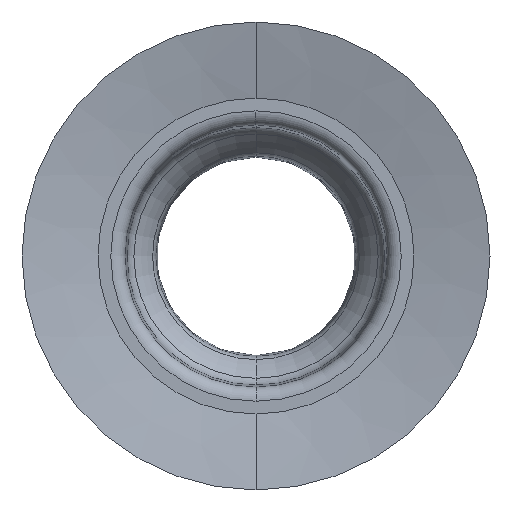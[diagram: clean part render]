
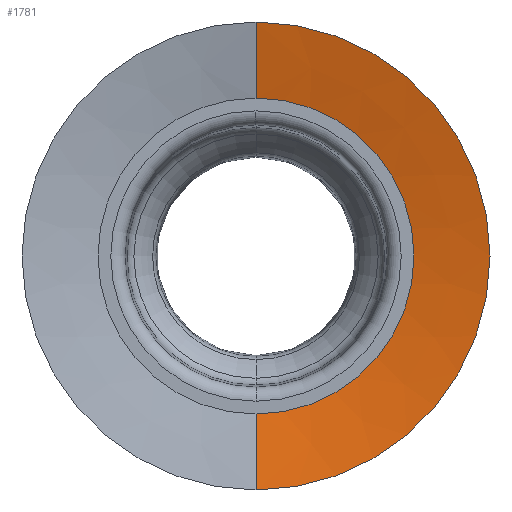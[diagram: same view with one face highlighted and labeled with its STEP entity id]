
A CAD part, top view. The second image highlights one B-rep face of the part: STEP entity #1781.
In plain terms, the highlighted conical face has half-angle 77.503 degrees and reference radius 4.188 mm.
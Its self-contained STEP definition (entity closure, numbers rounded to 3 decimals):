
#41=CARTESIAN_POINT('',(0.,0.,-0.36));
#42=DIRECTION('',(0.,0.,1.));
#43=DIRECTION('',(0.,-1.,0.));
#44=AXIS2_PLACEMENT_3D('',#41,#42,#43);
#707=DIRECTION('',(0.,0.976,0.216));
#708=VECTOR('',#707,1.664);
#709=CARTESIAN_POINT('',(0.,3.376,-0.36));
#710=LINE('',#709,#708);
#714=CARTESIAN_POINT('',(0.,0.,0.));
#715=DIRECTION('',(0.,0.,-1.));
#716=DIRECTION('',(0.,1.,0.));
#717=AXIS2_PLACEMENT_3D('',#714,#715,#716);
#722=CARTESIAN_POINT('',(0.,0.,0.));
#723=DIRECTION('',(0.,0.,-1.));
#724=DIRECTION('',(1.,0.,0.));
#725=AXIS2_PLACEMENT_3D('',#722,#723,#724);
#730=DIRECTION('',(0.,-0.976,0.216));
#731=VECTOR('',#730,1.664);
#732=CARTESIAN_POINT('',(0.,-3.376,-0.36));
#733=LINE('',#732,#731);
#1125=CARTESIAN_POINT('',(0.,-5.,0.));
#1127=VERTEX_POINT('',#1125);
#1129=CARTESIAN_POINT('',(0.,5.,0.));
#1130=VERTEX_POINT('',#1129);
#1131=CARTESIAN_POINT('',(5.,0.,0.));
#1132=VERTEX_POINT('',#1131);
#1137=CARTESIAN_POINT('',(0.,3.376,-0.36));
#1138=CARTESIAN_POINT('',(0.,-3.376,-0.36));
#1139=VERTEX_POINT('',#1137);
#1140=VERTEX_POINT('',#1138);
#1767=CARTESIAN_POINT('',(0.,0.,-0.18));
#1768=DIRECTION('',(0.,0.,1.));
#1769=DIRECTION('',(0.,-1.,0.));
#1770=AXIS2_PLACEMENT_3D('',#1767,#1768,#1769);
#1771=CONICAL_SURFACE('',#1770,4.188,77.503);
#1772=ORIENTED_EDGE('',*,*,#1180,.T.);
#1774=ORIENTED_EDGE('',*,*,#1773,.T.);
#1775=ORIENTED_EDGE('',*,*,#1602,.T.);
#1776=ORIENTED_EDGE('',*,*,#1419,.T.);
#1778=ORIENTED_EDGE('',*,*,#1777,.F.);
#1779=EDGE_LOOP('',(#1772,#1774,#1775,#1776,#1778));
#1780=FACE_OUTER_BOUND('',#1779,.F.);
#45=CIRCLE('',#44,3.376);
#718=CIRCLE('',#717,5.);
#726=CIRCLE('',#725,5.);
#1180=EDGE_CURVE('',#1140,#1139,#45,.T.);
#1419=EDGE_CURVE('',#1132,#1127,#726,.T.);
#1602=EDGE_CURVE('',#1130,#1132,#718,.T.);
#1773=EDGE_CURVE('',#1139,#1130,#710,.T.);
#1777=EDGE_CURVE('',#1140,#1127,#733,.T.);
#1781=ADVANCED_FACE('',(#1780),#1771,.F.);
